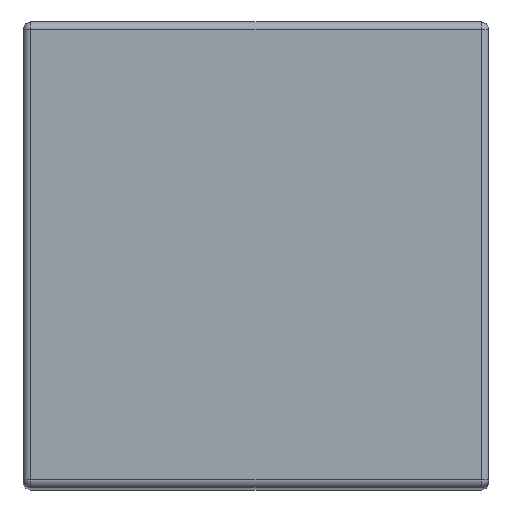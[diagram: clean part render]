
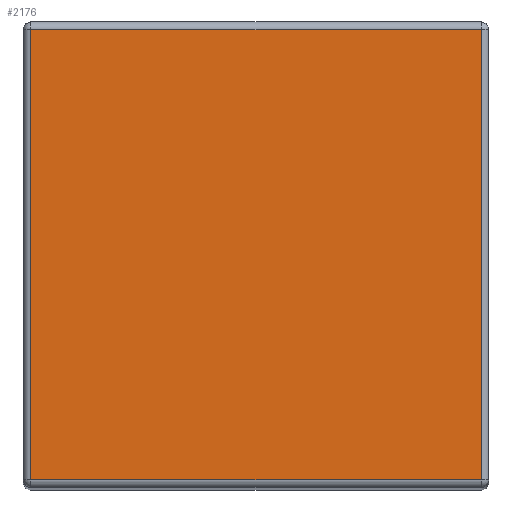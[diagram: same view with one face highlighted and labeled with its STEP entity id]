
A CAD part, top view. The second image highlights one B-rep face of the part: STEP entity #2176.
In plain terms, the highlighted planar face has unit normal (0, 0, 1).
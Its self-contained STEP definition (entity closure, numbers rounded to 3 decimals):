
#979=DIRECTION('',(0.,-1.,0.));
#980=VECTOR('',#979,29.);
#981=CARTESIAN_POINT('',(-14.5,14.5,91.));
#982=LINE('',#981,#980);
#986=DIRECTION('',(1.,0.,0.));
#987=VECTOR('',#986,29.);
#988=CARTESIAN_POINT('',(-14.5,14.5,91.));
#989=LINE('',#988,#987);
#993=DIRECTION('',(0.,-1.,0.));
#994=VECTOR('',#993,29.);
#995=CARTESIAN_POINT('',(14.5,14.5,91.));
#996=LINE('',#995,#994);
#1000=DIRECTION('',(-1.,0.,0.));
#1001=VECTOR('',#1000,29.);
#1002=CARTESIAN_POINT('',(14.5,-14.5,91.));
#1003=LINE('',#1002,#1001);
#1269=CARTESIAN_POINT('',(-14.5,14.5,91.));
#1270=CARTESIAN_POINT('',(-14.5,-14.5,91.));
#1271=VERTEX_POINT('',#1269);
#1272=VERTEX_POINT('',#1270);
#1275=CARTESIAN_POINT('',(14.5,14.5,91.));
#1276=VERTEX_POINT('',#1275);
#1323=CARTESIAN_POINT('',(14.5,-14.5,91.));
#1324=VERTEX_POINT('',#1323);
#2163=CARTESIAN_POINT('',(-15.,-15.,91.));
#2164=DIRECTION('',(0.,0.,1.));
#2165=DIRECTION('',(1.,0.,0.));
#2166=AXIS2_PLACEMENT_3D('',#2163,#2164,#2165);
#2167=PLANE('',#2166);
#2168=ORIENTED_EDGE('',*,*,#2154,.F.);
#2170=ORIENTED_EDGE('',*,*,#2169,.T.);
#2172=ORIENTED_EDGE('',*,*,#2171,.T.);
#2173=ORIENTED_EDGE('',*,*,#2118,.T.);
#2174=EDGE_LOOP('',(#2168,#2170,#2172,#2173));
#2175=FACE_OUTER_BOUND('',#2174,.F.);
#2176=ADVANCED_FACE('',(#2175),#2167,.T.);
#2118=EDGE_CURVE('',#1324,#1272,#1003,.T.);
#2154=EDGE_CURVE('',#1271,#1272,#982,.T.);
#2169=EDGE_CURVE('',#1271,#1276,#989,.T.);
#2171=EDGE_CURVE('',#1276,#1324,#996,.T.);
